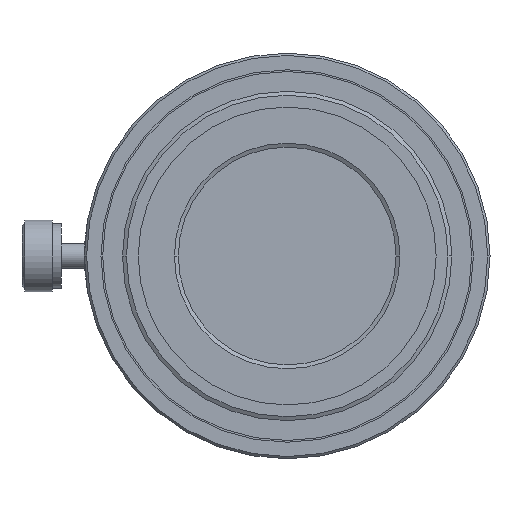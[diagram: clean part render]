
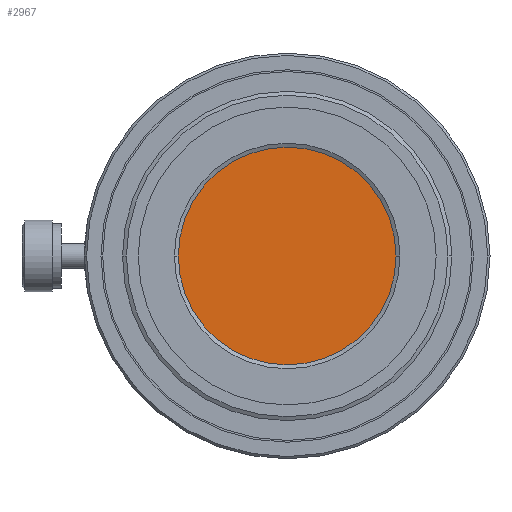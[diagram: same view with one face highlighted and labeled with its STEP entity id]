
A CAD part, left-side view. The second image highlights one B-rep face of the part: STEP entity #2967.
In plain terms, the highlighted planar face has unit normal (-1, 0, 0).
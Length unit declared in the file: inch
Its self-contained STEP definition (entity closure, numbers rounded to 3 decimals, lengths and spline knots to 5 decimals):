
#172 = DIRECTION ( 'NONE',  ( 0., 1., 0. ) ) ;
#173 = DIRECTION ( 'NONE',  ( 1., 0., 0. ) ) ;
#174 = CARTESIAN_POINT ( 'NONE',  ( -0.27848, 0., 0. ) ) ;
#399 = AXIS2_PLACEMENT_3D ( 'NONE', #1789, #1787, #1786 ) ;
#402 = CIRCLE ( 'NONE', #399, 0.49213 ) ;
#564 = AXIS2_PLACEMENT_3D ( 'NONE', #174, #173, #172 ) ;
#568 = CIRCLE ( 'NONE', #564, 0.49213 ) ;
#1233 = AXIS2_PLACEMENT_3D ( 'NONE', #1892, #1893, #1894 ) ;
#1786 = DIRECTION ( 'NONE',  ( 0., 1., 0. ) ) ;
#1787 = DIRECTION ( 'NONE',  ( 1., 0., 0. ) ) ;
#1789 = CARTESIAN_POINT ( 'NONE',  ( -0.27848, 0., 0. ) ) ;
#1879 = FACE_OUTER_BOUND ( 'NONE', #2260, .T. ) ;
#1880 = PLANE ( 'NONE',  #1233 ) ;
#1892 = CARTESIAN_POINT ( 'NONE',  ( -0.27848, -2.04137, 0. ) ) ;
#1893 = DIRECTION ( 'NONE',  ( -1., 0., 0. ) ) ;
#1894 = DIRECTION ( 'NONE',  ( 0., -1., 0. ) ) ;
#2103 = CARTESIAN_POINT ( 'NONE',  ( -0.27848, -0.49213, 0. ) ) ;
#2107 = CARTESIAN_POINT ( 'NONE',  ( -0.27848, 0.49213, 0. ) ) ;
#2260 = EDGE_LOOP ( 'NONE', ( #2530, #2299 ) ) ;
#2299 = ORIENTED_EDGE ( 'NONE', *, *, #2804, .F. ) ;
#2530 = ORIENTED_EDGE ( 'NONE', *, *, #2901, .F. ) ;
#2588 = VERTEX_POINT ( 'NONE', #2107 ) ;
#2592 = VERTEX_POINT ( 'NONE', #2103 ) ;
#2804 = EDGE_CURVE ( 'NONE', #2592, #2588, #568, .T. ) ;
#2901 = EDGE_CURVE ( 'NONE', #2588, #2592, #402, .T. ) ;
#2967 = ADVANCED_FACE ( 'NONE', ( #1879 ), #1880, .T. ) ;
